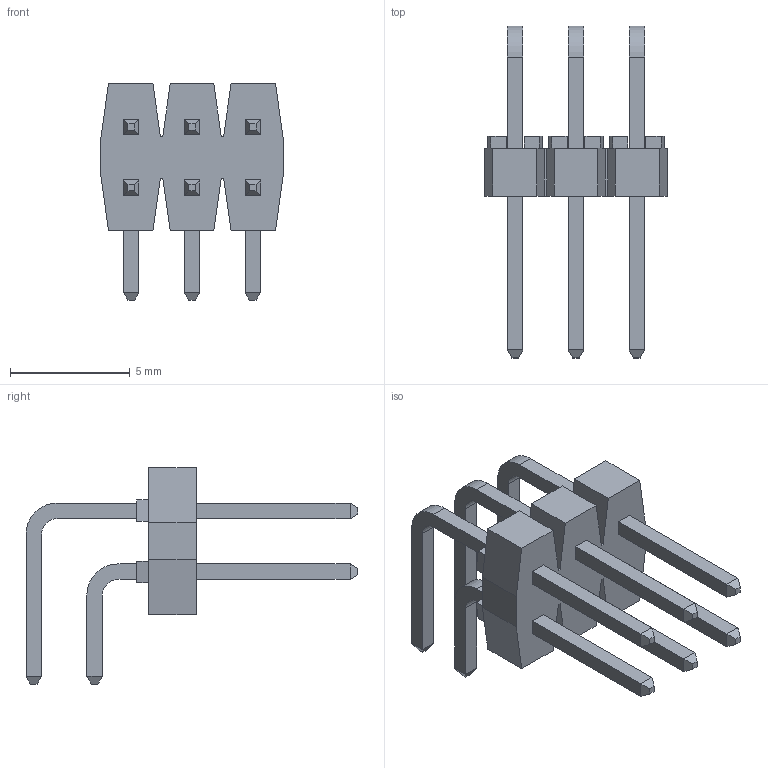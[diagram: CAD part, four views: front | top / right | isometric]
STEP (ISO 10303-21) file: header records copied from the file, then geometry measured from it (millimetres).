
FILE_DESCRIPTION((''),'2;1');
FILE_NAME('901220763','2020-07-20T',('gga'),(''),'PRO/ENGINEER BY PARAMETRIC TECHNOLOGY CORPORATION, 2016010','PRO/ENGINEER BY PARAMETRIC TECHNOLOGY CORPORATION, 2016010','');
FILE_SCHEMA(('CONFIG_CONTROL_DESIGN'));
Length unit declared in the file: millimetre
Products named in the file (1): 901220763
Bounding box: 7.62 x 13.87 x 9.05 mm (x, y, z)
Volume: 126.3 mm3; surface area: 426.1 mm2
Topology: 1 solids, 1 shells, 218 faces, 540 edges, 348 vertices
Faces by surface type: plane 206, cylinder 12
Entity records: 6329 total; most frequent: CARTESIAN_POINT 1095, ORIENTED_EDGE 1056, DIRECTION 1014, EDGE_CURVE 528, VECTOR 504, LINE 504, VERTEX_POINT 336, AXIS2_PLACEMENT_3D 255
